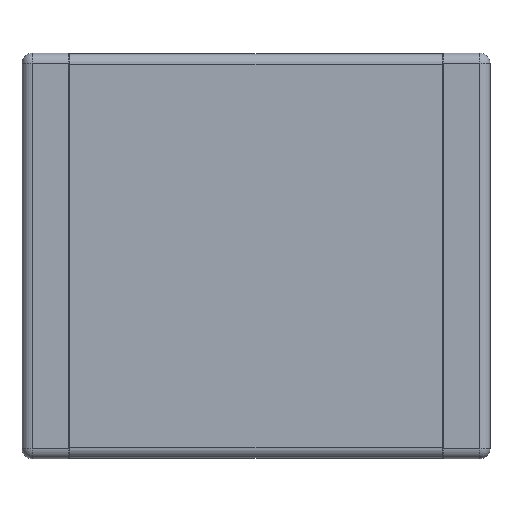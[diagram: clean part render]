
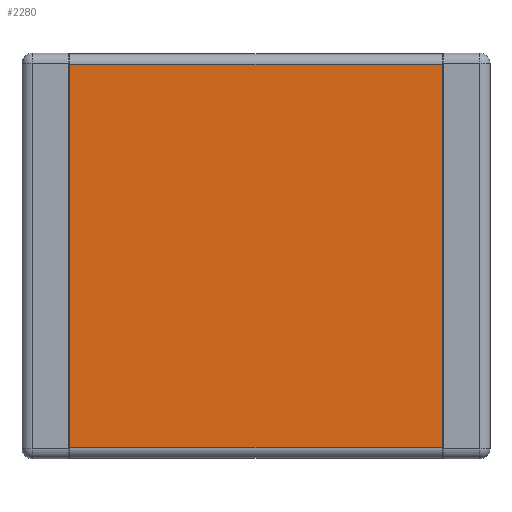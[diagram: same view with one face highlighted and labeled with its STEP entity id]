
A CAD part, front view. The second image highlights one B-rep face of the part: STEP entity #2280.
In plain terms, the highlighted planar face has unit normal (0, -1, 0).
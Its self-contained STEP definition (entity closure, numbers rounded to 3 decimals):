
#59 = EDGE_CURVE ( 'NONE', #3557, #2573, #875, .T. ) ;
#127 = CARTESIAN_POINT ( 'NONE',  ( 0.166, 0., -0.166 ) ) ;
#202 = DIRECTION ( 'NONE',  ( -1., 0., 0. ) ) ;
#334 = DIRECTION ( 'NONE',  ( 0., 0., -1. ) ) ;
#620 = VERTEX_POINT ( 'NONE', #3643 ) ;
#764 = CARTESIAN_POINT ( 'NONE',  ( 7.134, 0., 0. ) ) ;
#780 = EDGE_LOOP ( 'NONE', ( #3090, #4217, #2825, #3010 ) ) ;
#875 = LINE ( 'NONE', #764, #2045 ) ;
#984 = DIRECTION ( 'NONE',  ( 1., 0., 0. ) ) ;
#1099 = CARTESIAN_POINT ( 'NONE',  ( 7.134, 0., -6.312 ) ) ;
#1227 = LINE ( 'NONE', #2759, #3973 ) ;
#1414 = DIRECTION ( 'NONE',  ( 0., 0., 1. ) ) ;
#1849 = LINE ( 'NONE', #3897, #2683 ) ;
#1898 = VERTEX_POINT ( 'NONE', #127 ) ;
#2045 = VECTOR ( 'NONE', #4287, 1000. ) ;
#2113 = AXIS2_PLACEMENT_3D ( 'NONE', #4576, #4271, #1414 ) ;
#2202 = FACE_OUTER_BOUND ( 'NONE', #780, .T. ) ;
#2276 = CARTESIAN_POINT ( 'NONE',  ( 0., 0., -0.166 ) ) ;
#2280 = ADVANCED_FACE ( 'NONE', ( #2202 ), #3882, .F. ) ;
#2316 = CARTESIAN_POINT ( 'NONE',  ( 7.134, 0., -0.166 ) ) ;
#2351 = EDGE_CURVE ( 'NONE', #620, #3557, #1227, .T. ) ;
#2573 = VERTEX_POINT ( 'NONE', #2316 ) ;
#2683 = VECTOR ( 'NONE', #334, 1000. ) ;
#2759 = CARTESIAN_POINT ( 'NONE',  ( 7.3, 0., -6.312 ) ) ;
#2825 = ORIENTED_EDGE ( 'NONE', *, *, #3064, .T. ) ;
#3010 = ORIENTED_EDGE ( 'NONE', *, *, #2351, .T. ) ;
#3064 = EDGE_CURVE ( 'NONE', #1898, #620, #1849, .T. ) ;
#3090 = ORIENTED_EDGE ( 'NONE', *, *, #59, .T. ) ;
#3366 = LINE ( 'NONE', #2276, #4087 ) ;
#3557 = VERTEX_POINT ( 'NONE', #1099 ) ;
#3643 = CARTESIAN_POINT ( 'NONE',  ( 0.166, 0., -6.312 ) ) ;
#3864 = EDGE_CURVE ( 'NONE', #2573, #1898, #3366, .T. ) ;
#3882 = PLANE ( 'NONE',  #2113 ) ;
#3897 = CARTESIAN_POINT ( 'NONE',  ( 0.166, 0., -6.478 ) ) ;
#3973 = VECTOR ( 'NONE', #984, 1000. ) ;
#4087 = VECTOR ( 'NONE', #202, 1000. ) ;
#4217 = ORIENTED_EDGE ( 'NONE', *, *, #3864, .T. ) ;
#4271 = DIRECTION ( 'NONE',  ( 0., 1., 0. ) ) ;
#4287 = DIRECTION ( 'NONE',  ( 0., 0., 1. ) ) ;
#4576 = CARTESIAN_POINT ( 'NONE',  ( 0., 0., 0. ) ) ;
